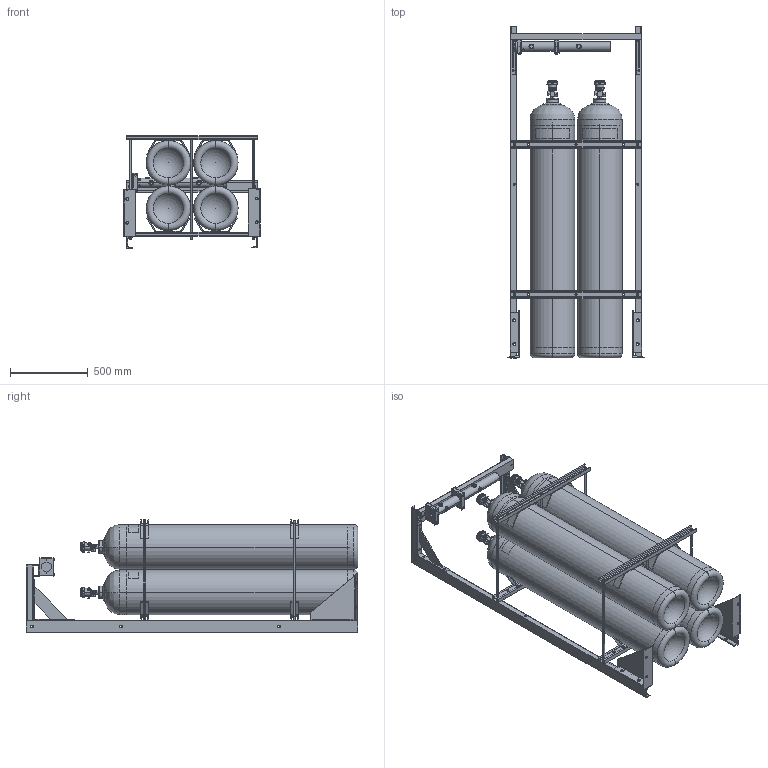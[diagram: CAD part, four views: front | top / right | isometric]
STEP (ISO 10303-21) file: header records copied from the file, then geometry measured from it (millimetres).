
FILE_DESCRIPTION (( 'STEP AP214' ), '1' );
FILE_NAME ('Cylinder Storage Rack, 80L, Structural, Red Painted (4 cylinder 2x2 ) Four Cylinders.STEP', '2020-04-30T15:04:23', ( '' ), ( '' ), 'SwSTEP 2.0', 'SolidWorks 2019', '' );
FILE_SCHEMA (( 'AUTOMOTIVE_DESIGN' ));
Length unit declared in the file: inch
Products named in the file (29): 470B0019_HANDLE.stp; Hex Nut 1.stp; Support 3.stp; Support 1.stp; Cylinder Storage Rack, 80L, Structural, Red Painted (4 cylinder 2x2 ) Four Cylinders.stp; V_MULLER_470B0019.stp; V-000-950-101.stp; P-000-950-083.stp; Manifold.stp; Cylinder Storage Rack, 80L, Structural, Red Painted (4 cylinder 2x2 ) Four Cylinders; 470B0019_HOUSING.stp; 470B0019_HEX NUT.stp; CLAMP_MCMASTER-CARR_3015T315.stp; 11BC615P_CYLINDER.stp; 5342^V-000-950-101.stp; P-000-950-095.stp; Rod_MIR1.stp; Hex Nut 2.stp; 470B0019_PLATE.stp; Support 2.stp; 26 inch Rod.stp; P-000-950-091.stp; P-000-950-081.stp
Assembly tree (63 placements, depth 5):
  Cylinder Storage Rack, 80L, Structural, Red Painted (4 cylinder 2x2 ) Four Cylinders
    Cylinder Storage Rack, 80L, Structural, Red Painted (4 cylinder 2x2 ) Four Cylinders.stp
      V-000-950-101.stp
        V_MULLER_470B0019.stp
          11BC615P_CYLINDER.stp
          470B0019_PLATE.stp
          470B0019_HANDLE.stp
          470B0019_HEX NUT.stp
          470B0019_HOUSING.stp
        11BC615P_CYLINDER.stp
        5342^V-000-950-101.stp
      V-000-950-101.stp
        V_MULLER_470B0019.stp
          11BC615P_CYLINDER.stp
          470B0019_PLATE.stp
          470B0019_HANDLE.stp
          470B0019_HEX NUT.stp
          470B0019_HOUSING.stp
        11BC615P_CYLINDER.stp
        5342^V-000-950-101.stp
      Manifold.stp
        CLAMP_MCMASTER-CARR_3015T315.stp  x2
        P-000-950-091.stp
      V-000-950-101.stp
        V_MULLER_470B0019.stp
          11BC615P_CYLINDER.stp
          470B0019_PLATE.stp
          470B0019_HANDLE.stp
          470B0019_HEX NUT.stp
          470B0019_HOUSING.stp
        11BC615P_CYLINDER.stp
        5342^V-000-950-101.stp
      V-000-950-101.stp
        V_MULLER_470B0019.stp
          11BC615P_CYLINDER.stp
          470B0019_PLATE.stp
          470B0019_HANDLE.stp
          470B0019_HEX NUT.stp
          470B0019_HOUSING.stp
        11BC615P_CYLINDER.stp
        5342^V-000-950-101.stp
      P-000-950-081.stp  x2
      P-000-950-095.stp  x4
      P-000-950-083.stp  x2
      Rod_MIR1.stp
      Support 1.stp  x2
      Support 3.stp
      Support 2.stp
      Hex Nut 1.stp
      Hex Nut 2.stp  x2
      26 inch Rod.stp  x6
Bounding box: 877.84 x 2133.6 x 725.18 mm (x, y, z)
Volume: 118625405.8 mm3; surface area: 27422388.8 mm2
Topology: 85 solids, 85 shells, 2681 faces, 6594 edges, 4164 vertices
Faces by surface type: plane 927, cylinder 742, cone 420, bspline 356, torus 204, sphere 32
Entity records: 38866 total; most frequent: CARTESIAN_POINT 17861, ORIENTED_EDGE 4158, DIRECTION 3998, EDGE_CURVE 2079, AXIS2_PLACEMENT_3D 1550, VERTEX_POINT 1332, EDGE_LOOP 985, VECTOR 898
